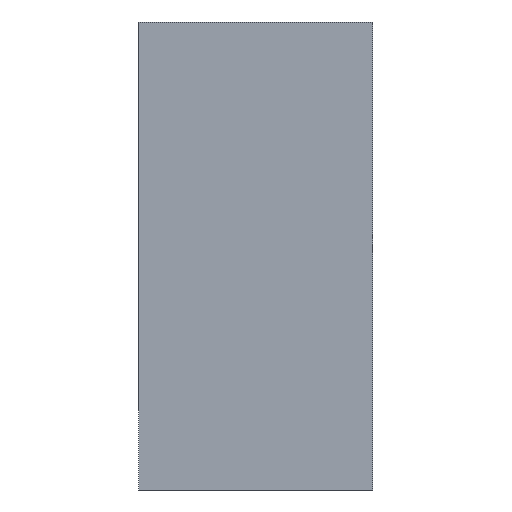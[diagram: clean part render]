
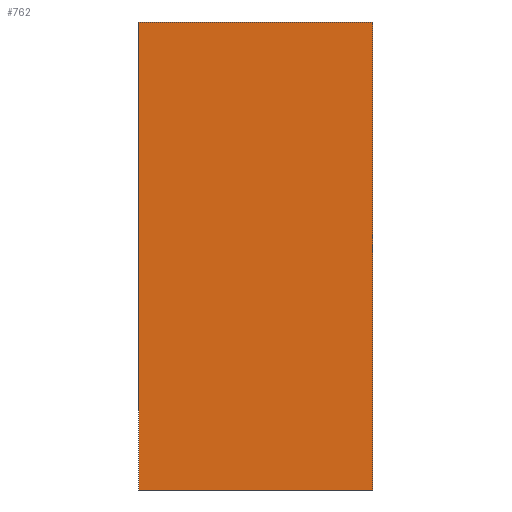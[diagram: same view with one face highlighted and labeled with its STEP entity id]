
A CAD part, left-side view. The second image highlights one B-rep face of the part: STEP entity #762.
In plain terms, the highlighted planar face has unit normal (-1, 0, 0).
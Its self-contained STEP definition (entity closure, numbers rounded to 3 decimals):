
#6 = VERTEX_POINT ( 'NONE', #170 ) ;
#17 = VERTEX_POINT ( 'NONE', #228 ) ;
#57 = VERTEX_POINT ( 'NONE', #591 ) ;
#64 = ORIENTED_EDGE ( 'NONE', *, *, #561, .T. ) ;
#109 = LINE ( 'NONE', #110, #113 ) ;
#110 = CARTESIAN_POINT ( 'NONE',  ( -50., 30., -30. ) ) ;
#112 = EDGE_CURVE ( 'NONE', #6, #523, #109, .T. ) ;
#113 = VECTOR ( 'NONE', #114, 1000. ) ;
#114 = DIRECTION ( 'NONE',  ( 0., 0., 1. ) ) ;
#170 = CARTESIAN_POINT ( 'NONE',  ( -50., 30., -30. ) ) ;
#203 = ORIENTED_EDGE ( 'NONE', *, *, #729, .F. ) ;
#228 = CARTESIAN_POINT ( 'NONE',  ( -50., 0., 30. ) ) ;
#235 = FACE_OUTER_BOUND ( 'NONE', #471, .T. ) ;
#251 = PLANE ( 'NONE',  #252 ) ;
#252 = AXIS2_PLACEMENT_3D ( 'NONE', #253, #254, #260 ) ;
#253 = CARTESIAN_POINT ( 'NONE',  ( -50., 30., -30. ) ) ;
#254 = DIRECTION ( 'NONE',  ( 1., 0., 0. ) ) ;
#260 = DIRECTION ( 'NONE',  ( 0., 0., -1. ) ) ;
#279 = LINE ( 'NONE', #280, #281 ) ;
#280 = CARTESIAN_POINT ( 'NONE',  ( -50., 30., 30. ) ) ;
#281 = VECTOR ( 'NONE', #282, 1000. ) ;
#282 = DIRECTION ( 'NONE',  ( 0., -1., 0. ) ) ;
#369 = CARTESIAN_POINT ( 'NONE',  ( -50., 30., 30. ) ) ;
#396 = LINE ( 'NONE', #397, #398 ) ;
#397 = CARTESIAN_POINT ( 'NONE',  ( -50., 0., -30. ) ) ;
#398 = VECTOR ( 'NONE', #401, 1000. ) ;
#401 = DIRECTION ( 'NONE',  ( 0., 0., 1. ) ) ;
#471 = EDGE_LOOP ( 'NONE', ( #64, #203, #744, #714 ) ) ;
#491 = LINE ( 'NONE', #492, #493 ) ;
#492 = CARTESIAN_POINT ( 'NONE',  ( -50., 30., -30. ) ) ;
#493 = VECTOR ( 'NONE', #494, 1000. ) ;
#494 = DIRECTION ( 'NONE',  ( 0., -1., 0. ) ) ;
#523 = VERTEX_POINT ( 'NONE', #369 ) ;
#561 = EDGE_CURVE ( 'NONE', #57, #17, #396, .T. ) ;
#591 = CARTESIAN_POINT ( 'NONE',  ( -50., 0., -30. ) ) ;
#650 = EDGE_CURVE ( 'NONE', #6, #57, #491, .T. ) ;
#714 = ORIENTED_EDGE ( 'NONE', *, *, #650, .T. ) ;
#729 = EDGE_CURVE ( 'NONE', #523, #17, #279, .T. ) ;
#744 = ORIENTED_EDGE ( 'NONE', *, *, #112, .F. ) ;
#762 = ADVANCED_FACE ( 'NONE', ( #235 ), #251, .F. ) ;
